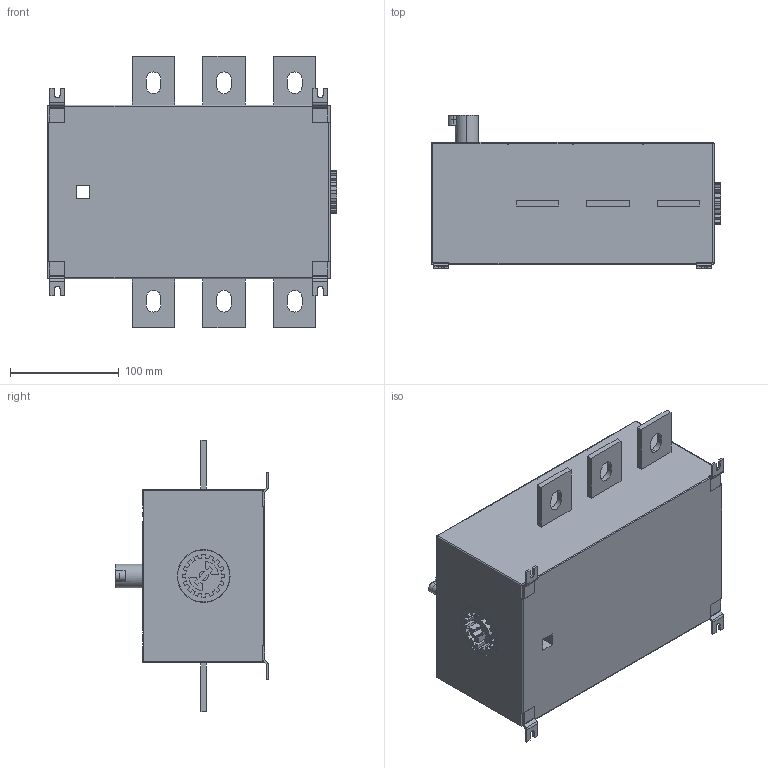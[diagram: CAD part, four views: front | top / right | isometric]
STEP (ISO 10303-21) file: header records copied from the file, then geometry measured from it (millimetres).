
FILE_DESCRIPTION (( 'STEP AP203' ), '1' );
FILE_NAME ('TwinBlock 630A (tb-s-630-3p).STEP', '2018-09-04T05:44:31', ( '' ), ( '' ), 'SwSTEP 2.0', 'SolidWorks 2017', '' );
FILE_SCHEMA (( 'CONFIG_CONTROL_DESIGN' ));
Length unit declared in the file: millimetre
Products named in the file (1): TwinBlock 630A (tb-s-630-3p)
Bounding box: 266 x 141 x 250 mm (x, y, z)
Volume: 4702923.1 mm3; surface area: 224434.2 mm2
Topology: 5 solids, 5 shells, 753 faces, 2025 edges, 1339 vertices
Faces by surface type: plane 490, cylinder 189, bspline 67, sphere 4, torus 3
Entity records: 27146 total; most frequent: CARTESIAN_POINT 8301, ORIENTED_EDGE 4042, DIRECTION 3625, EDGE_CURVE 2021, LINE 1491, VECTOR 1491, VERTEX_POINT 1339, AXIS2_PLACEMENT_3D 1067
